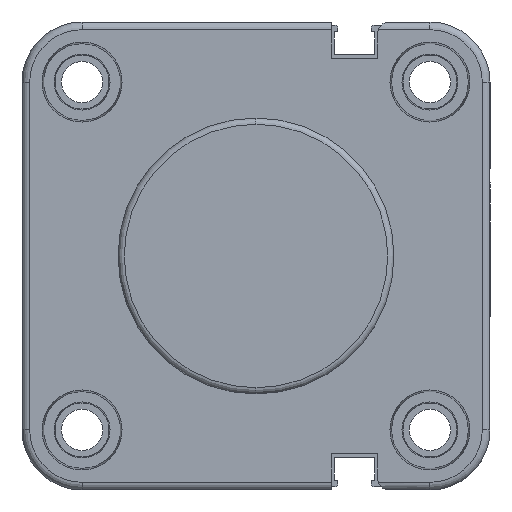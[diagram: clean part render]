
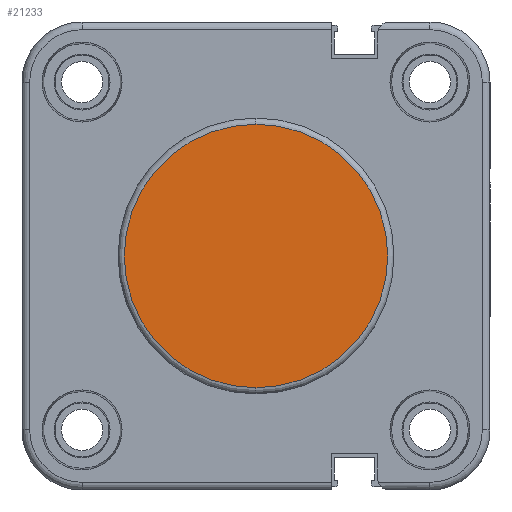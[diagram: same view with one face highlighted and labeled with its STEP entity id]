
A CAD part, left-side view. The second image highlights one B-rep face of the part: STEP entity #21233.
In plain terms, the highlighted planar face has unit normal (-1, 0, 0).
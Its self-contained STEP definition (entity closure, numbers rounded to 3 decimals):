
#3336 = CARTESIAN_POINT ( 'NONE',  ( 0., 0., 0. ) ) ;
#3373 = VERTEX_POINT ( 'NONE', #10229 ) ;
#10178 = EDGE_CURVE ( 'NONE', #3373, #19565, #19569, .T. ) ;
#10229 = CARTESIAN_POINT ( 'NONE',  ( 0., 0., 21.4 ) ) ;
#11969 = PLANE ( 'NONE',  #23985 ) ;
#12640 = CIRCLE ( 'NONE', #17506, 21.4 ) ;
#12884 = EDGE_CURVE ( 'NONE', #19565, #3373, #12640, .T. ) ;
#16264 = DIRECTION ( 'NONE',  ( -1., 0., 0. ) ) ;
#17340 = DIRECTION ( 'NONE',  ( -1., 0., 0. ) ) ;
#17506 = AXIS2_PLACEMENT_3D ( 'NONE', #3336, #17340, #29464 ) ;
#19565 = VERTEX_POINT ( 'NONE', #22950 ) ;
#19569 = CIRCLE ( 'NONE', #27890, 21.4 ) ;
#21233 = ADVANCED_FACE ( 'NONE', ( #28342 ), #11969, .T. ) ;
#22833 = ORIENTED_EDGE ( 'NONE', *, *, #10178, .T. ) ;
#22950 = CARTESIAN_POINT ( 'NONE',  ( 0., 0., -21.4 ) ) ;
#23985 = AXIS2_PLACEMENT_3D ( 'NONE', #26311, #24172, #25873 ) ;
#23988 = ORIENTED_EDGE ( 'NONE', *, *, #12884, .T. ) ;
#24172 = DIRECTION ( 'NONE',  ( -1., 0., 0. ) ) ;
#24996 = CARTESIAN_POINT ( 'NONE',  ( 0., 0., 0. ) ) ;
#25873 = DIRECTION ( 'NONE',  ( 0., 0., 1. ) ) ;
#26311 = CARTESIAN_POINT ( 'NONE',  ( 0., 0., 0. ) ) ;
#27589 = DIRECTION ( 'NONE',  ( 0., 0., 1. ) ) ;
#27890 = AXIS2_PLACEMENT_3D ( 'NONE', #24996, #16264, #27589 ) ;
#28138 = EDGE_LOOP ( 'NONE', ( #22833, #23988 ) ) ;
#28342 = FACE_OUTER_BOUND ( 'NONE', #28138, .T. ) ;
#29464 = DIRECTION ( 'NONE',  ( 0., 0., 1. ) ) ;
